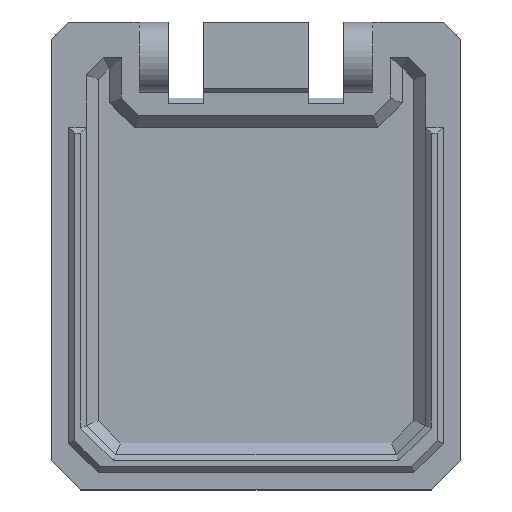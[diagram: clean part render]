
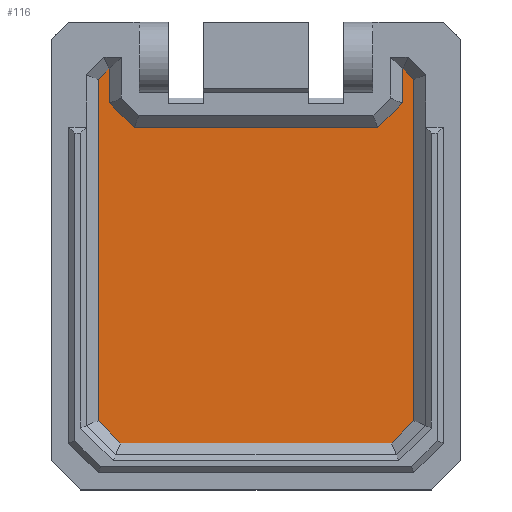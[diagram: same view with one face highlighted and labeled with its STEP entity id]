
A CAD part, top view. The second image highlights one B-rep face of the part: STEP entity #116.
In plain terms, the highlighted planar face has unit normal (0, 0, 1).
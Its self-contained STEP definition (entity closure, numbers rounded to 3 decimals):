
#116=ADVANCED_FACE('',(#779),#781,.T.);
#779=FACE_BOUND('',#780,.T.);
#780=EDGE_LOOP('',(#1327,#1328,#1329,#1330,#1331,#1332,#1333,#1334,#1335,#1336,#1337,
#1338,#1339,#1340));
#781=PLANE('',#782);
#782=AXIS2_PLACEMENT_3D('',#783,#784,#785);
#783=CARTESIAN_POINT('',(0.,0.,1.));
#784=DIRECTION('',(0.,0.,1.));
#785=DIRECTION('',(0.,1.,0.));
#1327=ORIENTED_EDGE('',*,*,#1722,.T.);
#1328=ORIENTED_EDGE('',*,*,#1723,.T.);
#1329=ORIENTED_EDGE('',*,*,#1724,.T.);
#1330=ORIENTED_EDGE('',*,*,#1725,.T.);
#1331=ORIENTED_EDGE('',*,*,#1726,.T.);
#1332=ORIENTED_EDGE('',*,*,#1727,.T.);
#1333=ORIENTED_EDGE('',*,*,#1728,.T.);
#1334=ORIENTED_EDGE('',*,*,#1729,.T.);
#1335=ORIENTED_EDGE('',*,*,#1730,.T.);
#1336=ORIENTED_EDGE('',*,*,#1731,.T.);
#1337=ORIENTED_EDGE('',*,*,#1732,.T.);
#1338=ORIENTED_EDGE('',*,*,#1733,.T.);
#1339=ORIENTED_EDGE('',*,*,#1734,.T.);
#1340=ORIENTED_EDGE('',*,*,#1735,.T.);
#1722=EDGE_CURVE('',#1974,#1975,#1976,.T.);
#1723=EDGE_CURVE('',#1975,#1977,#1978,.T.);
#1724=EDGE_CURVE('',#1977,#1979,#1980,.T.);
#1725=EDGE_CURVE('',#1979,#1981,#1982,.T.);
#1726=EDGE_CURVE('',#1981,#1983,#1984,.T.);
#1727=EDGE_CURVE('',#1983,#1985,#1986,.T.);
#1728=EDGE_CURVE('',#1985,#1987,#1988,.T.);
#1729=EDGE_CURVE('',#1987,#1989,#1990,.T.);
#1730=EDGE_CURVE('',#1989,#1991,#1992,.T.);
#1731=EDGE_CURVE('',#1991,#1993,#1994,.T.);
#1732=EDGE_CURVE('',#1993,#1995,#1996,.T.);
#1733=EDGE_CURVE('',#1995,#1997,#1998,.T.);
#1734=EDGE_CURVE('',#1997,#1999,#2000,.T.);
#1735=EDGE_CURVE('',#1999,#1974,#2001,.T.);
#1974=VERTEX_POINT('',#2420);
#1975=VERTEX_POINT('',#2421);
#1976=LINE('',#2422,#2423);
#1977=VERTEX_POINT('',#2425);
#1978=LINE('',#2426,#2427);
#1979=VERTEX_POINT('',#2429);
#1980=LINE('',#2430,#2431);
#1981=VERTEX_POINT('',#2433);
#1982=LINE('',#2434,#2435);
#1983=VERTEX_POINT('',#2437);
#1984=LINE('',#2438,#2439);
#1985=VERTEX_POINT('',#2441);
#1986=LINE('',#2442,#2443);
#1987=VERTEX_POINT('',#2445);
#1988=LINE('',#2446,#2447);
#1989=VERTEX_POINT('',#2449);
#1990=LINE('',#2450,#2451);
#1991=VERTEX_POINT('',#2453);
#1992=LINE('',#2454,#2455);
#1993=VERTEX_POINT('',#2457);
#1994=LINE('',#2458,#2459);
#1995=VERTEX_POINT('',#2461);
#1996=LINE('',#2462,#2463);
#1997=VERTEX_POINT('',#2465);
#1998=LINE('',#2466,#2467);
#1999=VERTEX_POINT('',#2469);
#2000=LINE('',#2470,#2471);
#2001=LINE('',#2473,#2474);
#2420=CARTESIAN_POINT('',(25.,32.,1.));
#2421=CARTESIAN_POINT('',(25.,26.172,1.));
#2422=CARTESIAN_POINT('',(25.,32.,1.));
#2423=VECTOR('',#2424,1.);
#2424=DIRECTION('',(0.,-1.,0.));
#2425=CARTESIAN_POINT('',(20.828,22.,1.));
#2426=CARTESIAN_POINT('',(25.,26.172,1.));
#2427=VECTOR('',#2428,1.);
#2428=DIRECTION('',(-0.707,-0.707,0.));
#2429=CARTESIAN_POINT('',(-20.828,22.,1.));
#2430=CARTESIAN_POINT('',(20.828,22.,1.));
#2431=VECTOR('',#2432,1.);
#2432=DIRECTION('',(-1.,0.,0.));
#2433=CARTESIAN_POINT('',(-25.,26.172,1.));
#2434=CARTESIAN_POINT('',(-20.828,22.,1.));
#2435=VECTOR('',#2436,1.);
#2436=DIRECTION('',(-0.707,0.707,0.));
#2437=CARTESIAN_POINT('',(-25.,32.,1.));
#2438=CARTESIAN_POINT('',(-25.,26.172,1.));
#2439=VECTOR('',#2440,1.);
#2440=DIRECTION('',(0.,1.,0.));
#2441=CARTESIAN_POINT('',(-25.172,32.,1.));
#2442=CARTESIAN_POINT('',(-25.,32.,1.));
#2443=VECTOR('',#2444,1.);
#2444=DIRECTION('',(-1.,0.,0.));
#2445=CARTESIAN_POINT('',(-27.,30.172,1.));
#2446=CARTESIAN_POINT('',(-25.172,32.,1.));
#2447=VECTOR('',#2448,1.);
#2448=DIRECTION('',(-0.707,-0.707,0.));
#2449=CARTESIAN_POINT('',(-27.,-28.172,1.));
#2450=CARTESIAN_POINT('',(-27.,30.172,1.));
#2451=VECTOR('',#2452,1.);
#2452=DIRECTION('',(0.,-1.,0.));
#2453=CARTESIAN_POINT('',(-23.172,-32.,1.));
#2454=CARTESIAN_POINT('',(-27.,-28.172,1.));
#2455=VECTOR('',#2456,1.);
#2456=DIRECTION('',(0.707,-0.707,0.));
#2457=CARTESIAN_POINT('',(23.172,-32.,1.));
#2458=CARTESIAN_POINT('',(-23.172,-32.,1.));
#2459=VECTOR('',#2460,1.);
#2460=DIRECTION('',(1.,0.,0.));
#2461=CARTESIAN_POINT('',(27.,-28.172,1.));
#2462=CARTESIAN_POINT('',(23.172,-32.,1.));
#2463=VECTOR('',#2464,1.);
#2464=DIRECTION('',(0.707,0.707,0.));
#2465=CARTESIAN_POINT('',(27.,30.172,1.));
#2466=CARTESIAN_POINT('',(27.,-28.172,1.));
#2467=VECTOR('',#2468,1.);
#2468=DIRECTION('',(0.,1.,0.));
#2469=CARTESIAN_POINT('',(25.172,32.,1.));
#2470=CARTESIAN_POINT('',(27.,30.172,1.));
#2471=VECTOR('',#2472,1.);
#2472=DIRECTION('',(-0.707,0.707,0.));
#2473=CARTESIAN_POINT('',(25.172,32.,1.));
#2474=VECTOR('',#2475,1.);
#2475=DIRECTION('',(-1.,0.,0.));
